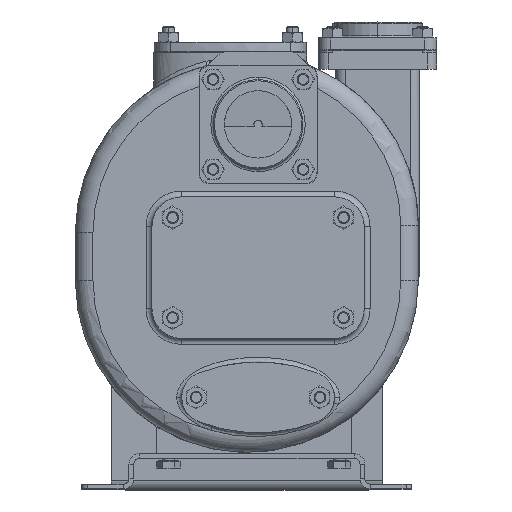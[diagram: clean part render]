
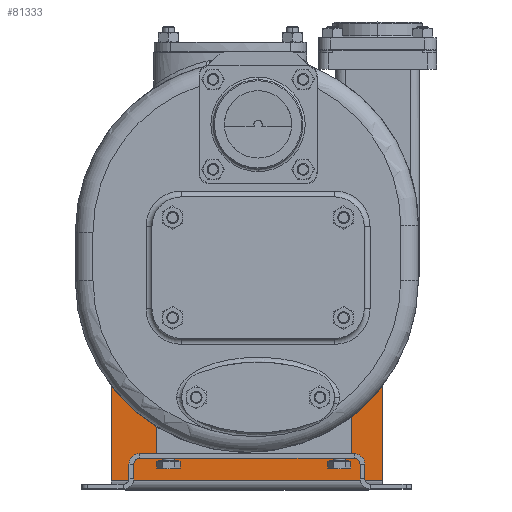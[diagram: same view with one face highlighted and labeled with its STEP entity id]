
A CAD part, top view. The second image highlights one B-rep face of the part: STEP entity #81333.
In plain terms, the highlighted planar face has unit normal (0, 0, 1).
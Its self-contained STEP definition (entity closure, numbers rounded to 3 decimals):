
#4299=CARTESIAN_POINT('',(-135.,97.085,-454.5));
#4300=DIRECTION('',(0.,0.,-1.));
#4301=DIRECTION('',(0.931,0.365,0.));
#4302=AXIS2_PLACEMENT_3D('',#4299,#4300,#4301);
#4304=CARTESIAN_POINT('',(0.,150.,-454.5));
#4305=DIRECTION('',(0.,0.,-1.));
#4306=DIRECTION('',(-0.931,-0.365,0.));
#4307=AXIS2_PLACEMENT_3D('',#4304,#4305,#4306);
#4309=DIRECTION('',(0.,-1.,0.));
#4310=VECTOR('',#4309,119.085);
#4311=CARTESIAN_POINT('',(115.,97.085,-454.5));
#4312=LINE('',#4311,#4310);
#4313=DIRECTION('',(0.,1.,0.));
#4314=VECTOR('',#4313,119.085);
#4315=CARTESIAN_POINT('',(-115.,-22.,-454.5));
#4316=LINE('',#4315,#4314);
#4322=CARTESIAN_POINT('',(135.,97.085,-454.5));
#4323=DIRECTION('',(0.,0.,-1.));
#4324=DIRECTION('',(-1.,0.,0.));
#4325=AXIS2_PLACEMENT_3D('',#4322,#4323,#4324);
#4344=DIRECTION('',(1.,0.,0.));
#4345=VECTOR('',#4344,230.);
#4346=CARTESIAN_POINT('',(-115.,-22.,-454.5));
#4347=LINE('',#4346,#4345);
#4551=CARTESIAN_POINT('',(35.,185.,-454.5));
#4552=DIRECTION('',(0.,0.,1.));
#4553=DIRECTION('',(1.,0.,0.));
#4554=AXIS2_PLACEMENT_3D('',#4551,#4552,#4553);
#4565=DIRECTION('',(0.,1.,0.));
#4566=VECTOR('',#4565,70.);
#4567=CARTESIAN_POINT('',(110.,115.,-454.5));
#4568=LINE('',#4567,#4566);
#4577=CARTESIAN_POINT('',(35.,115.,-454.5));
#4578=DIRECTION('',(0.,0.,1.));
#4579=DIRECTION('',(0.,-1.,0.));
#4580=AXIS2_PLACEMENT_3D('',#4577,#4578,#4579);
#4591=DIRECTION('',(1.,0.,0.));
#4592=VECTOR('',#4591,70.);
#4593=CARTESIAN_POINT('',(-35.,40.,-454.5));
#4594=LINE('',#4593,#4592);
#4603=CARTESIAN_POINT('',(-35.,115.,-454.5));
#4604=DIRECTION('',(0.,0.,1.));
#4605=DIRECTION('',(-1.,0.,0.));
#4606=AXIS2_PLACEMENT_3D('',#4603,#4604,#4605);
#4617=DIRECTION('',(0.,-1.,0.));
#4618=VECTOR('',#4617,70.);
#4619=CARTESIAN_POINT('',(-110.,185.,-454.5));
#4620=LINE('',#4619,#4618);
#4629=CARTESIAN_POINT('',(-35.,185.,-454.5));
#4630=DIRECTION('',(0.,0.,1.));
#4631=DIRECTION('',(0.,1.,0.));
#4632=AXIS2_PLACEMENT_3D('',#4629,#4630,#4631);
#4643=DIRECTION('',(-1.,0.,0.));
#4644=VECTOR('',#4643,70.);
#4645=CARTESIAN_POINT('',(35.,260.,-454.5));
#4646=LINE('',#4645,#4644);
#72506=CARTESIAN_POINT('',(115.,97.085,-454.5));
#72507=CARTESIAN_POINT('',(115.,-22.,-454.5));
#72508=VERTEX_POINT('',#72506);
#72509=VERTEX_POINT('',#72507);
#72514=CARTESIAN_POINT('',(-115.,-22.,-454.5));
#72515=CARTESIAN_POINT('',(-115.,97.085,-454.5));
#72516=VERTEX_POINT('',#72514);
#72517=VERTEX_POINT('',#72515);
#72522=CARTESIAN_POINT('',(-116.379,104.384,-454.5));
#72523=VERTEX_POINT('',#72522);
#72524=CARTESIAN_POINT('',(116.379,104.384,-454.5));
#72525=VERTEX_POINT('',#72524);
#72526=CARTESIAN_POINT('',(110.,185.,-454.5));
#72527=CARTESIAN_POINT('',(35.,260.,-454.5));
#72528=VERTEX_POINT('',#72526);
#72529=VERTEX_POINT('',#72527);
#72530=CARTESIAN_POINT('',(-35.,260.,-454.5));
#72531=VERTEX_POINT('',#72530);
#72532=CARTESIAN_POINT('',(-110.,185.,-454.5));
#72533=VERTEX_POINT('',#72532);
#72534=CARTESIAN_POINT('',(-110.,115.,-454.5));
#72535=VERTEX_POINT('',#72534);
#72536=CARTESIAN_POINT('',(-35.,40.,-454.5));
#72537=VERTEX_POINT('',#72536);
#72538=CARTESIAN_POINT('',(35.,40.,-454.5));
#72539=VERTEX_POINT('',#72538);
#72540=CARTESIAN_POINT('',(110.,115.,-454.5));
#72541=VERTEX_POINT('',#72540);
#81298=CARTESIAN_POINT('',(0.,150.,-454.5));
#81299=DIRECTION('',(0.,0.,-1.));
#81300=DIRECTION('',(-1.,0.,0.));
#81301=AXIS2_PLACEMENT_3D('',#81298,#81299,#81300);
#81302=PLANE('',#81301);
#81303=ORIENTED_EDGE('',*,*,#81148,.T.);
#81305=ORIENTED_EDGE('',*,*,#81304,.F.);
#81307=ORIENTED_EDGE('',*,*,#81306,.T.);
#81309=ORIENTED_EDGE('',*,*,#81308,.F.);
#81311=ORIENTED_EDGE('',*,*,#81310,.T.);
#81312=ORIENTED_EDGE('',*,*,#81291,.F.);
#81313=EDGE_LOOP('',(#81303,#81305,#81307,#81309,#81311,#81312));
#81314=FACE_OUTER_BOUND('',#81313,.F.);
#81316=ORIENTED_EDGE('',*,*,#81315,.T.);
#81318=ORIENTED_EDGE('',*,*,#81317,.T.);
#81320=ORIENTED_EDGE('',*,*,#81319,.T.);
#81322=ORIENTED_EDGE('',*,*,#81321,.T.);
#81324=ORIENTED_EDGE('',*,*,#81323,.T.);
#81326=ORIENTED_EDGE('',*,*,#81325,.T.);
#81328=ORIENTED_EDGE('',*,*,#81327,.T.);
#81330=ORIENTED_EDGE('',*,*,#81329,.T.);
#81331=EDGE_LOOP('',(#81316,#81318,#81320,#81322,#81324,#81326,#81328,#81330));
#81332=FACE_BOUND('',#81331,.F.);
#81333=ADVANCED_FACE('',(#81314,#81332),#81302,.F.);
#4303=CIRCLE('',#4302,20.);
#4308=CIRCLE('',#4307,125.);
#4326=CIRCLE('',#4325,20.);
#4555=CIRCLE('',#4554,75.);
#4581=CIRCLE('',#4580,75.);
#4607=CIRCLE('',#4606,75.);
#4633=CIRCLE('',#4632,75.);
#81148=EDGE_CURVE('',#72523,#72525,#4308,.T.);
#81291=EDGE_CURVE('',#72523,#72517,#4303,.T.);
#81304=EDGE_CURVE('',#72508,#72525,#4326,.T.);
#81306=EDGE_CURVE('',#72508,#72509,#4312,.T.);
#81308=EDGE_CURVE('',#72516,#72509,#4347,.T.);
#81310=EDGE_CURVE('',#72516,#72517,#4316,.T.);
#81315=EDGE_CURVE('',#72528,#72529,#4555,.T.);
#81317=EDGE_CURVE('',#72529,#72531,#4646,.T.);
#81319=EDGE_CURVE('',#72531,#72533,#4633,.T.);
#81321=EDGE_CURVE('',#72533,#72535,#4620,.T.);
#81323=EDGE_CURVE('',#72535,#72537,#4607,.T.);
#81325=EDGE_CURVE('',#72537,#72539,#4594,.T.);
#81327=EDGE_CURVE('',#72539,#72541,#4581,.T.);
#81329=EDGE_CURVE('',#72541,#72528,#4568,.T.);
